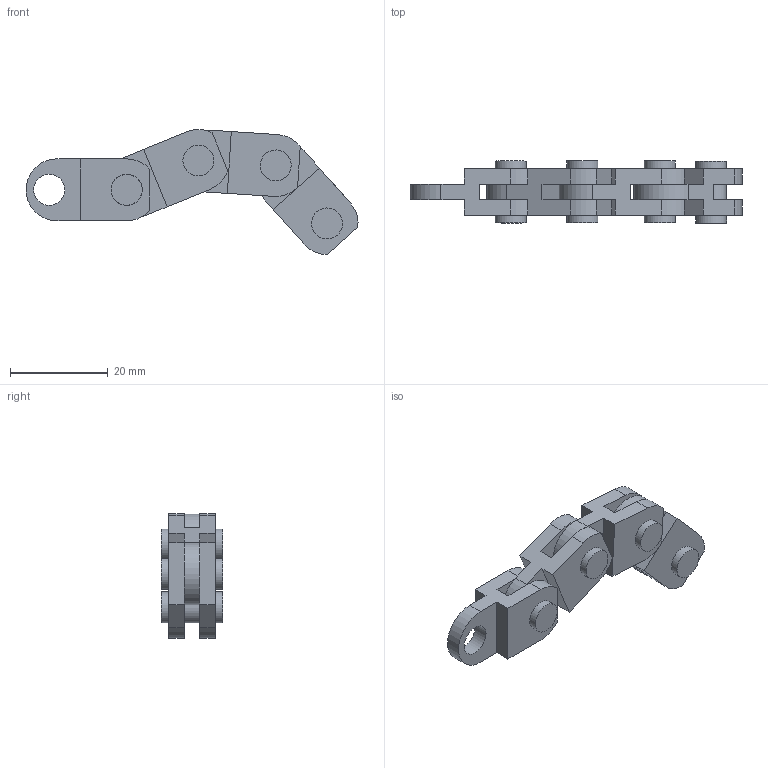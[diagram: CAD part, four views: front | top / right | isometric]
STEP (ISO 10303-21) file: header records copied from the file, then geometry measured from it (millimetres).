
FILE_DESCRIPTION(/* description */ ('STEP AP242','CAx-IF Rec.Pracs.---Representation and Presentation of Product Manufacturing Information (PMI)---4.0---2014-10-13','CAx-IF Rec.Pracs.---3D Tessellated Geometry---0.4---2014-09-14','2;1'),/* implementation_level */ '2;1');
FILE_NAME(/* name */ '668b2d95d1791a4369f402f8',/* time_stamp */ '2024-07-08T00:06:46Z',/* author */ (''),/* organization */ (''),/* preprocessor_version */ 'ST-DEVELOPER v20',/* originating_system */ ' ',/* authorisation */ ' ');
FILE_SCHEMA (('AP242_MANAGED_MODEL_BASED_3D_ENGINEERING_MIM_LF { 1 0 10303 442 1 1 4 }'));
Length unit declared in the file: metre
Products named in the file (3): Assembly 1; CADvent Day 10 b; Cadvent Day 10 a
Assembly tree (8 placements, depth 2):
  Assembly 1
    CADvent Day 10 b  x4
    Cadvent Day 10 a  x4
Bounding box: 68.04 x 12.7 x 25.59 mm (x, y, z)
Volume: 6936.1 mm3; surface area: 6647.1 mm2
Topology: 8 solids, 8 shells, 96 faces, 252 edges, 172 vertices
Faces by surface type: plane 60, cylinder 36
Full cylindrical faces by diameter (mm): 6.35 x16
Entity records: 830 total; most frequent: DIRECTION 140, CARTESIAN_POINT 129, ORIENTED_EDGE 112, EDGE_CURVE 56, AXIS2_PLACEMENT_3D 51, VERTEX_POINT 40, LINE 38, VECTOR 38
